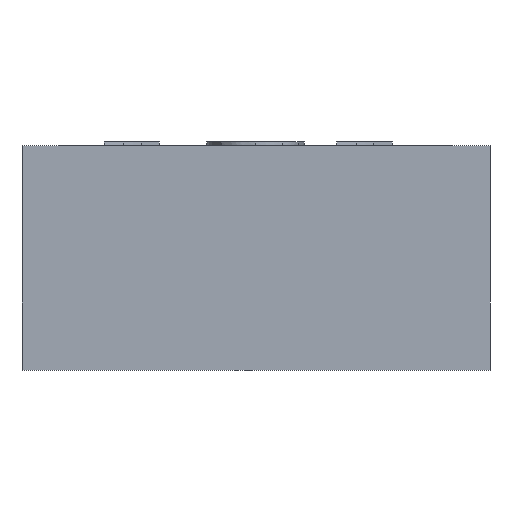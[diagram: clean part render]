
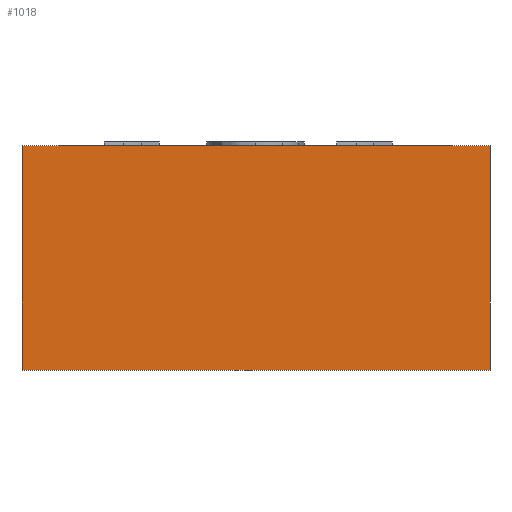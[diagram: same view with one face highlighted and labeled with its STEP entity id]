
A CAD part, front view. The second image highlights one B-rep face of the part: STEP entity #1018.
In plain terms, the highlighted planar face has unit normal (0, -1, 0).
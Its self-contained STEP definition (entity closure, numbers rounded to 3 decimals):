
#113=PLANE('',#1114);
#146=FACE_OUTER_BOUND('',#209,.T.);
#209=EDGE_LOOP('',(#755,#756,#757,#758));
#269=LINE('',#1378,#348);
#276=LINE('',#1391,#355);
#277=LINE('',#1394,#356);
#278=LINE('',#1395,#357);
#348=VECTOR('',#1204,10.);
#355=VECTOR('',#1215,10.);
#356=VECTOR('',#1218,10.);
#357=VECTOR('',#1219,10.);
#454=VERTEX_POINT('',#1375);
#455=VERTEX_POINT('',#1377);
#459=VERTEX_POINT('',#1389);
#460=VERTEX_POINT('',#1393);
#565=EDGE_CURVE('',#454,#455,#269,.T.);
#572=EDGE_CURVE('',#459,#455,#276,.T.);
#573=EDGE_CURVE('',#460,#459,#277,.T.);
#574=EDGE_CURVE('',#460,#454,#278,.T.);
#755=ORIENTED_EDGE('',*,*,#573,.T.);
#756=ORIENTED_EDGE('',*,*,#572,.T.);
#757=ORIENTED_EDGE('',*,*,#565,.F.);
#758=ORIENTED_EDGE('',*,*,#574,.F.);
#1018=ADVANCED_FACE('',(#146),#113,.T.);
#1114=AXIS2_PLACEMENT_3D('',#1392,#1216,#1217);
#1204=DIRECTION('',(1.,0.,0.));
#1215=DIRECTION('',(0.,0.,1.));
#1216=DIRECTION('center_axis',(0.,-1.,0.));
#1217=DIRECTION('ref_axis',(1.,0.,0.));
#1218=DIRECTION('',(1.,0.,0.));
#1219=DIRECTION('',(0.,0.,1.));
#1375=CARTESIAN_POINT('',(0.,0.,6.));
#1377=CARTESIAN_POINT('',(12.5,0.,6.));
#1378=CARTESIAN_POINT('',(0.,0.,6.));
#1389=CARTESIAN_POINT('',(12.5,0.,0.));
#1391=CARTESIAN_POINT('',(12.5,0.,0.));
#1392=CARTESIAN_POINT('Origin',(0.,0.,0.));
#1393=CARTESIAN_POINT('',(0.,0.,0.));
#1394=CARTESIAN_POINT('',(0.,0.,0.));
#1395=CARTESIAN_POINT('',(0.,0.,0.));
